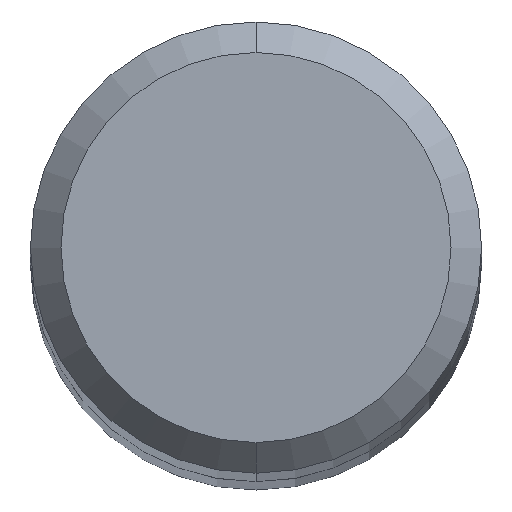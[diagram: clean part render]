
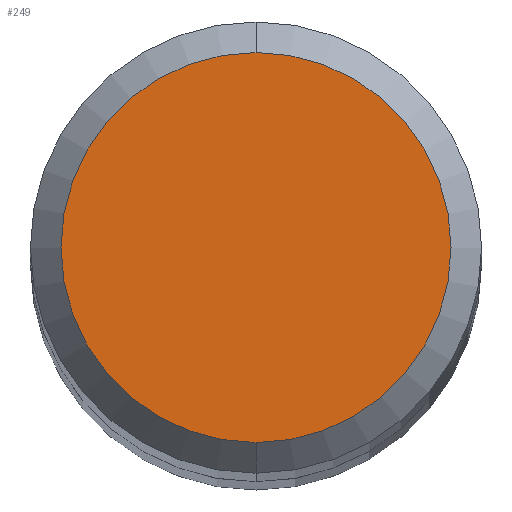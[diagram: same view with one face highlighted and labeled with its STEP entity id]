
A CAD part, top view. The second image highlights one B-rep face of the part: STEP entity #249.
In plain terms, the highlighted planar face has unit normal (0, 0, 1).
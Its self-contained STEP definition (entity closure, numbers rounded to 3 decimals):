
#183=EDGE_CURVE('',#281,#291,#461,.T.);
#247=EDGE_CURVE('',#291,#281,#533,.T.);
#249=ADVANCED_FACE('',(#535),#536,.T.);
#281=VERTEX_POINT('',#573);
#291=VERTEX_POINT('',#584);
#461=CIRCLE('',#764,2.55);
#533=CIRCLE('',#952,2.55);
#535=FACE_OUTER_BOUND('',#954,.T.);
#536=PLANE('',#955);
#573=CARTESIAN_POINT('',(0.0,2.55,0.0));
#584=CARTESIAN_POINT('',(0.,-2.55,0.0));
#764=AXIS2_PLACEMENT_3D('',#1339,#1340,#1341);
#952=AXIS2_PLACEMENT_3D('',#1442,#1443,#1444);
#954=EDGE_LOOP('',(#1446,#1447));
#955=AXIS2_PLACEMENT_3D('',#1448,#1449,#1450);
#1339=CARTESIAN_POINT('',(0.0,0.0,0.0));
#1340=DIRECTION('',(0.0,0.0,-1.0));
#1341=DIRECTION('',(0.0,1.0,0.0));
#1442=CARTESIAN_POINT('',(0.0,0.0,0.0));
#1443=DIRECTION('',(0.0,0.0,-1.0));
#1444=DIRECTION('',(0.0,1.0,0.0));
#1446=ORIENTED_EDGE('',*,*,#183,.F.);
#1447=ORIENTED_EDGE('',*,*,#247,.F.);
#1448=CARTESIAN_POINT('',(0.0,1.275,0.0));
#1449=DIRECTION('',(-0.0,0.0,1.0));
#1450=DIRECTION('',(0.0,-1.0,0.0));
